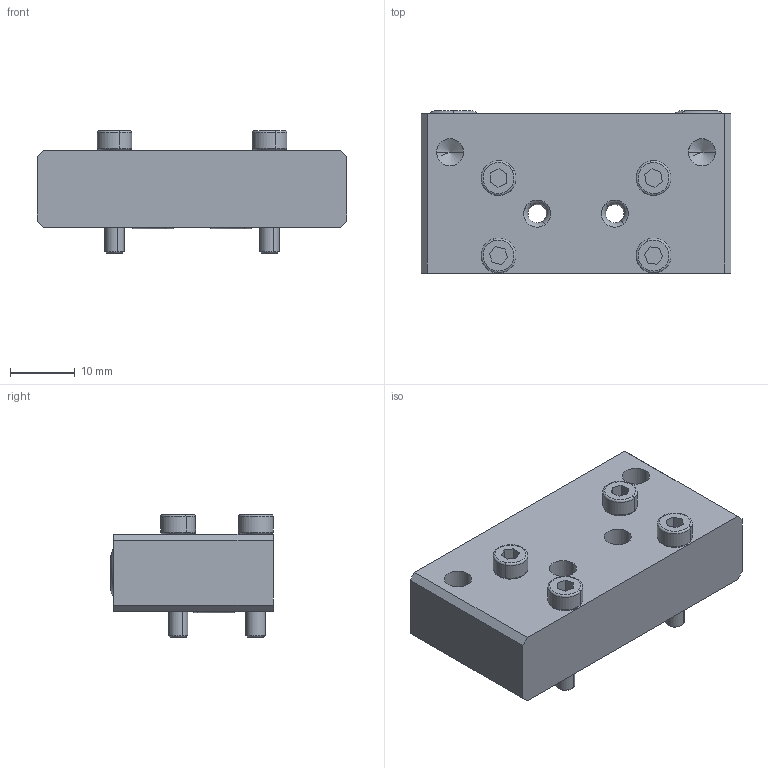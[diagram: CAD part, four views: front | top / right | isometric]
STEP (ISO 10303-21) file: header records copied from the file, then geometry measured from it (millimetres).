
FILE_DESCRIPTION (( 'STEP AP203' ), '1' );
FILE_NAME ('P1029.STEP', '2019-09-13T10:24:01', ( 'RSPlokal' ), ( 'Microsoft' ), 'SwSTEP 2.0', 'SolidWorks 2017', '' );
FILE_SCHEMA (( 'CONFIG_CONTROL_DESIGN' ));
Length unit declared in the file: millimetre
Products named in the file (1): P1029
Bounding box: 48 x 25.12 x 19 mm (x, y, z)
Volume: 13837.6 mm3; surface area: 6736.9 mm2
Topology: 9 solids, 9 shells, 146 faces, 328 edges, 200 vertices
Faces by surface type: plane 56, cylinder 46, torus 32, cone 12
Entity records: 4269 total; most frequent: CARTESIAN_POINT 809, DIRECTION 766, ORIENTED_EDGE 648, EDGE_CURVE 324, AXIS2_PLACEMENT_3D 305, VERTEX_POINT 200, EDGE_LOOP 174, CIRCLE 158
